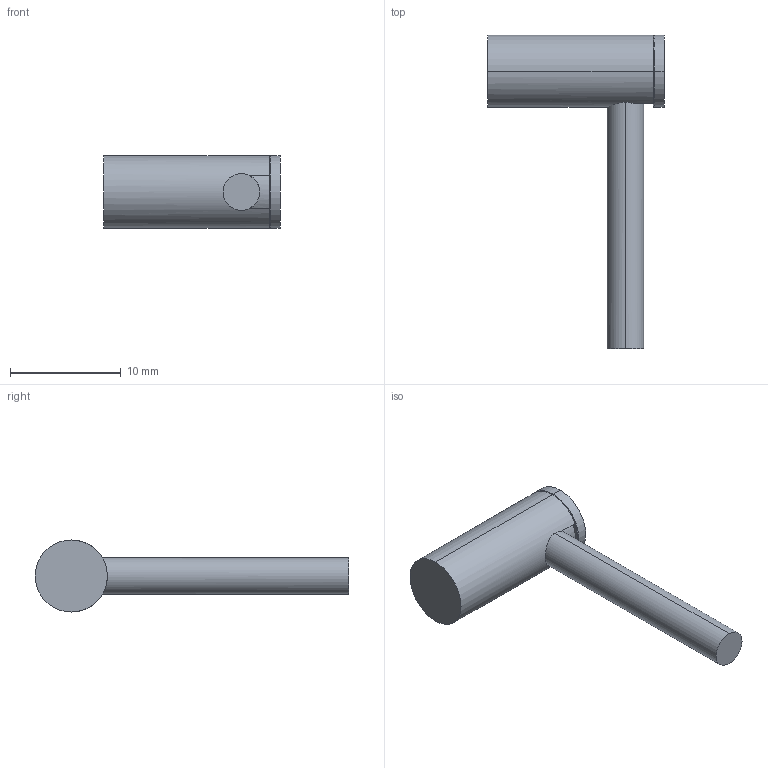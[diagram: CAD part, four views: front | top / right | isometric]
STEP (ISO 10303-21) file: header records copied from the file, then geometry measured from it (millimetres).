
FILE_DESCRIPTION((''),'2;1');
FILE_NAME('CAD-8896','2023-12-07T11:15:16',('creinig-se'),(''),'CREO PARAMETRIC BY PTC INC, 2022284','CREO PARAMETRIC BY PTC INC, 2022284','');
FILE_SCHEMA(('CONFIG_CONTROL_DESIGN','SHAPE_APPEARANCE_LAYERS_GROUPS'));
Length unit declared in the file: millimetre
Products named in the file (1): CAD-8896
Bounding box: 15.9 x 28.25 x 6.5 mm (x, y, z)
Volume: 713.3 mm3; surface area: 625 mm2
Topology: 1 solids, 1 shells, 18 faces, 93 edges, 80 vertices
Faces by surface type: cylinder 7, plane 7, torus 4
Entity records: 1243 total; most frequent: CARTESIAN_POINT 178, DIRECTION 165, ORIENTED_EDGE 84, PRESENTATION_STYLE_ASSIGNMENT 69, STYLED_ITEM 69, AXIS2_PLACEMENT_3D 57, CURVE_STYLE 52, VECTOR 51
